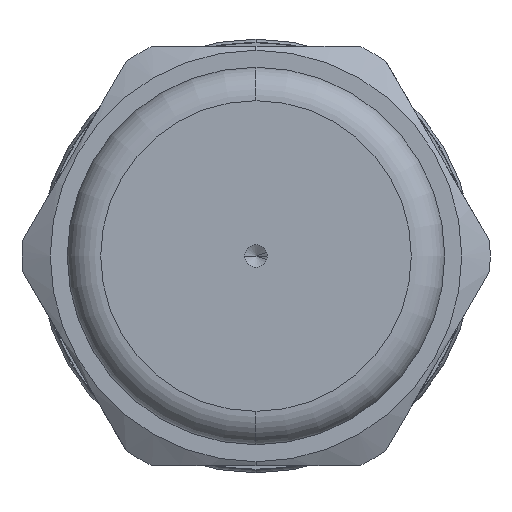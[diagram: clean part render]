
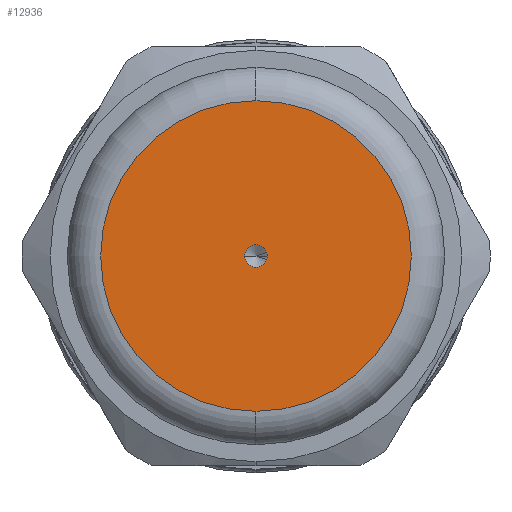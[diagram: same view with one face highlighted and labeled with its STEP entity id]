
A CAD part, left-side view. The second image highlights one B-rep face of the part: STEP entity #12936.
In plain terms, the highlighted planar face has unit normal (-1, 0, 0).
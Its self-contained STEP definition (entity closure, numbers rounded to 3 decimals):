
#1781 = EDGE_CURVE ( 'NONE', #57493, #55513, #41131, .T. ) ;
#2668 = VERTEX_POINT ( 'NONE', #11223 ) ;
#2690 = CARTESIAN_POINT ( 'NONE',  ( -69.893, 0., -0.6 ) ) ;
#3623 = CARTESIAN_POINT ( 'NONE',  ( -69.893, 0., 8.23 ) ) ;
#4121 = AXIS2_PLACEMENT_3D ( 'NONE', #19610, #40108, #54968 ) ;
#5278 = ORIENTED_EDGE ( 'NONE', *, *, #28454, .F. ) ;
#6123 = DIRECTION ( 'NONE',  ( 1., 0., 0. ) ) ;
#7345 = DIRECTION ( 'NONE',  ( -1., 0., 0. ) ) ;
#8205 = PLANE ( 'NONE',  #26936 ) ;
#10899 = EDGE_CURVE ( 'NONE', #19187, #2668, #20070, .T. ) ;
#11223 = CARTESIAN_POINT ( 'NONE',  ( -69.893, 0., -0.6 ) ) ;
#11959 = CARTESIAN_POINT ( 'NONE',  ( -69.893, 0., 0.6 ) ) ;
#12936 = ADVANCED_FACE ( 'NONE', ( #57990, #17650 ), #8205, .T. ) ;
#13133 = CARTESIAN_POINT ( 'NONE',  ( -69.893, 0., 0. ) ) ;
#17650 = FACE_OUTER_BOUND ( 'NONE', #42955, .T. ) ;
#19187 = VERTEX_POINT ( 'NONE', #11959 ) ;
#19284 = AXIS2_PLACEMENT_3D ( 'NONE', #13133, #58715, #48556 ) ;
#19610 = CARTESIAN_POINT ( 'NONE',  ( -69.893, 0., 0. ) ) ;
#20070 = CIRCLE ( 'NONE', #19284, 0.6 ) ;
#20923 = EDGE_CURVE ( 'NONE', #2668, #19187, #44134, .T. ) ;
#21463 = DIRECTION ( 'NONE',  ( 0., 0., -1. ) ) ;
#26936 = AXIS2_PLACEMENT_3D ( 'NONE', #2690, #7345, #53599 ) ;
#27200 = DIRECTION ( 'NONE',  ( 1., 0., 0. ) ) ;
#28454 = EDGE_CURVE ( 'NONE', #55513, #57493, #41263, .T. ) ;
#32719 = DIRECTION ( 'NONE',  ( 0., 0., -1. ) ) ;
#33857 = AXIS2_PLACEMENT_3D ( 'NONE', #57923, #27200, #32719 ) ;
#34006 = ORIENTED_EDGE ( 'NONE', *, *, #10899, .T. ) ;
#40108 = DIRECTION ( 'NONE',  ( 1., 0., 0. ) ) ;
#41131 = CIRCLE ( 'NONE', #33857, 8.23 ) ;
#41263 = CIRCLE ( 'NONE', #4121, 8.23 ) ;
#41458 = CARTESIAN_POINT ( 'NONE',  ( -69.893, 0., -8.23 ) ) ;
#42955 = EDGE_LOOP ( 'NONE', ( #52015, #5278 ) ) ;
#43533 = ORIENTED_EDGE ( 'NONE', *, *, #20923, .T. ) ;
#44134 = CIRCLE ( 'NONE', #47845, 0.6 ) ;
#47845 = AXIS2_PLACEMENT_3D ( 'NONE', #51736, #6123, #21463 ) ;
#48556 = DIRECTION ( 'NONE',  ( 0., 0., -1. ) ) ;
#51736 = CARTESIAN_POINT ( 'NONE',  ( -69.893, 0., 0. ) ) ;
#52015 = ORIENTED_EDGE ( 'NONE', *, *, #1781, .F. ) ;
#53599 = DIRECTION ( 'NONE',  ( 0., 0., 1. ) ) ;
#54310 = EDGE_LOOP ( 'NONE', ( #43533, #34006 ) ) ;
#54968 = DIRECTION ( 'NONE',  ( 0., 0., -1. ) ) ;
#55513 = VERTEX_POINT ( 'NONE', #3623 ) ;
#57493 = VERTEX_POINT ( 'NONE', #41458 ) ;
#57923 = CARTESIAN_POINT ( 'NONE',  ( -69.893, 0., 0. ) ) ;
#57990 = FACE_BOUND ( 'NONE', #54310, .T. ) ;
#58715 = DIRECTION ( 'NONE',  ( 1., 0., 0. ) ) ;
